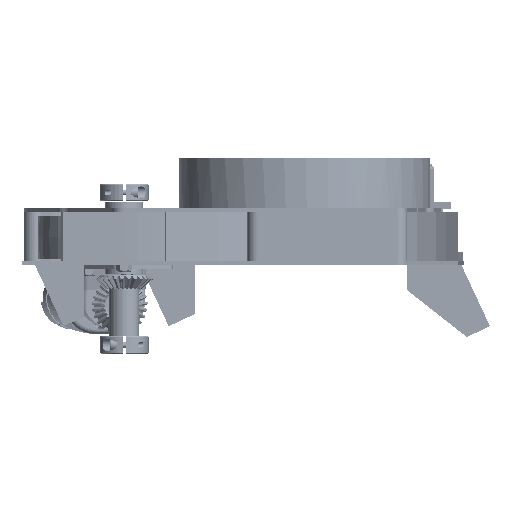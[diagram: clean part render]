
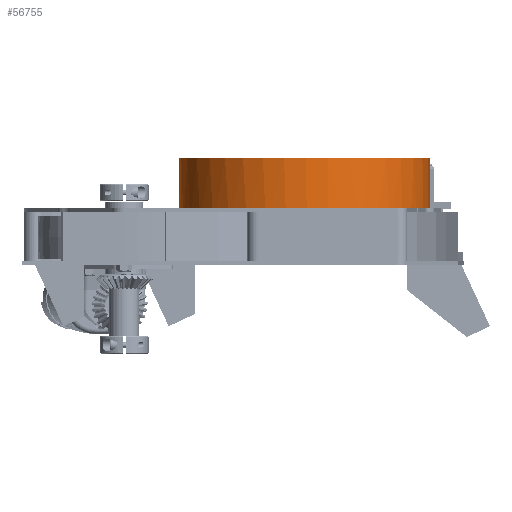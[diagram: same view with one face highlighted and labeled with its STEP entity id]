
A CAD part, left-side view. The second image highlights one B-rep face of the part: STEP entity #56755.
In plain terms, the highlighted cylindrical face has radius 73.5 mm (diameter 147 mm), a full revolution.
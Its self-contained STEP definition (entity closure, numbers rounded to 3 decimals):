
#4654=FACE_BOUND('',#12440,.T.);
#8807=FACE_OUTER_BOUND('',#12439,.T.);
#12439=EDGE_LOOP('',(#52520,#52521,#52522,#52523,#52524,#52525,#52526,#52527,
#52528,#52529,#52530,#52531,#52532,#52533,#52534,#52535));
#12440=EDGE_LOOP('',(#52536,#52537,#52538,#52539));
#16017=LINE('',#201926,#19606);
#16029=LINE('',#201979,#19618);
#16030=LINE('',#201983,#19619);
#16031=LINE('',#201987,#19620);
#16032=LINE('',#201991,#19621);
#16033=LINE('',#201995,#19622);
#16034=LINE('',#201998,#19623);
#16035=LINE('',#202002,#19624);
#16036=LINE('',#202006,#19625);
#19606=VECTOR('',#75829,10.);
#19618=VECTOR('',#75879,73.5);
#19619=VECTOR('',#75882,10.);
#19620=VECTOR('',#75885,10.);
#19621=VECTOR('',#75888,10.);
#19622=VECTOR('',#75891,10.);
#19623=VECTOR('',#75894,10.);
#19624=VECTOR('',#75897,10.);
#19625=VECTOR('',#75900,10.);
#21889=CIRCLE('',#62188,73.5);
#21892=CIRCLE('',#62192,73.5);
#21893=CIRCLE('',#62193,73.5);
#21894=CIRCLE('',#62194,73.5);
#21895=CIRCLE('',#62195,73.5);
#21896=CIRCLE('',#62196,73.5);
#21897=CIRCLE('',#62197,73.5);
#21898=CIRCLE('',#62198,73.5);
#21899=CIRCLE('',#62199,73.5);
#21900=CIRCLE('',#62200,73.5);
#27317=VERTEX_POINT('',#201922);
#27319=VERTEX_POINT('',#201925);
#27337=VERTEX_POINT('',#201968);
#27340=VERTEX_POINT('',#201976);
#27341=VERTEX_POINT('',#201978);
#27342=VERTEX_POINT('',#201980);
#27343=VERTEX_POINT('',#201982);
#27344=VERTEX_POINT('',#201984);
#27345=VERTEX_POINT('',#201986);
#27346=VERTEX_POINT('',#201988);
#27347=VERTEX_POINT('',#201990);
#27348=VERTEX_POINT('',#201992);
#27349=VERTEX_POINT('',#201994);
#27350=VERTEX_POINT('',#201997);
#27351=VERTEX_POINT('',#202000);
#27352=VERTEX_POINT('',#202001);
#27353=VERTEX_POINT('',#202003);
#27354=VERTEX_POINT('',#202005);
#35720=EDGE_CURVE('',#27319,#27317,#16017,.T.);
#35743=EDGE_CURVE('',#27317,#27337,#21889,.T.);
#35746=EDGE_CURVE('',#27340,#27340,#21892,.T.);
#35747=EDGE_CURVE('',#27340,#27341,#16029,.T.);
#35748=EDGE_CURVE('',#27341,#27342,#21893,.T.);
#35749=EDGE_CURVE('',#27342,#27343,#16030,.T.);
#35750=EDGE_CURVE('',#27343,#27344,#21894,.T.);
#35751=EDGE_CURVE('',#27344,#27345,#16031,.T.);
#35752=EDGE_CURVE('',#27345,#27346,#21895,.T.);
#35753=EDGE_CURVE('',#27346,#27347,#16032,.T.);
#35754=EDGE_CURVE('',#27348,#27347,#21896,.T.);
#35755=EDGE_CURVE('',#27348,#27349,#16033,.T.);
#35756=EDGE_CURVE('',#27349,#27319,#21897,.T.);
#35757=EDGE_CURVE('',#27337,#27350,#16034,.T.);
#35758=EDGE_CURVE('',#27350,#27341,#21898,.T.);
#35759=EDGE_CURVE('',#27351,#27352,#16035,.T.);
#35760=EDGE_CURVE('',#27352,#27353,#21899,.T.);
#35761=EDGE_CURVE('',#27353,#27354,#16036,.T.);
#35762=EDGE_CURVE('',#27354,#27351,#21900,.T.);
#52520=ORIENTED_EDGE('',*,*,#35746,.F.);
#52521=ORIENTED_EDGE('',*,*,#35747,.T.);
#52522=ORIENTED_EDGE('',*,*,#35748,.T.);
#52523=ORIENTED_EDGE('',*,*,#35749,.T.);
#52524=ORIENTED_EDGE('',*,*,#35750,.T.);
#52525=ORIENTED_EDGE('',*,*,#35751,.T.);
#52526=ORIENTED_EDGE('',*,*,#35752,.T.);
#52527=ORIENTED_EDGE('',*,*,#35753,.T.);
#52528=ORIENTED_EDGE('',*,*,#35754,.F.);
#52529=ORIENTED_EDGE('',*,*,#35755,.T.);
#52530=ORIENTED_EDGE('',*,*,#35756,.T.);
#52531=ORIENTED_EDGE('',*,*,#35720,.T.);
#52532=ORIENTED_EDGE('',*,*,#35743,.T.);
#52533=ORIENTED_EDGE('',*,*,#35757,.T.);
#52534=ORIENTED_EDGE('',*,*,#35758,.T.);
#52535=ORIENTED_EDGE('',*,*,#35747,.F.);
#52536=ORIENTED_EDGE('',*,*,#35759,.T.);
#52537=ORIENTED_EDGE('',*,*,#35760,.T.);
#52538=ORIENTED_EDGE('',*,*,#35761,.T.);
#52539=ORIENTED_EDGE('',*,*,#35762,.T.);
#53603=CYLINDRICAL_SURFACE('',#62191,73.5);
#56755=ADVANCED_FACE('',(#8807,#4654),#53603,.T.);
#62188=AXIS2_PLACEMENT_3D('',#201970,#75869,#75870);
#62191=AXIS2_PLACEMENT_3D('',#201975,#75875,#75876);
#62192=AXIS2_PLACEMENT_3D('',#201977,#75877,#75878);
#62193=AXIS2_PLACEMENT_3D('',#201981,#75880,#75881);
#62194=AXIS2_PLACEMENT_3D('',#201985,#75883,#75884);
#62195=AXIS2_PLACEMENT_3D('',#201989,#75886,#75887);
#62196=AXIS2_PLACEMENT_3D('',#201993,#75889,#75890);
#62197=AXIS2_PLACEMENT_3D('',#201996,#75892,#75893);
#62198=AXIS2_PLACEMENT_3D('',#201999,#75895,#75896);
#62199=AXIS2_PLACEMENT_3D('',#202004,#75898,#75899);
#62200=AXIS2_PLACEMENT_3D('',#202007,#75901,#75902);
#75829=DIRECTION('',(0.,0.,-1.));
#75869=DIRECTION('center_axis',(0.,0.,1.));
#75870=DIRECTION('ref_axis',(1.,0.,0.));
#75875=DIRECTION('center_axis',(0.,0.,1.));
#75876=DIRECTION('ref_axis',(1.,0.,0.));
#75877=DIRECTION('center_axis',(0.,0.,1.));
#75878=DIRECTION('ref_axis',(1.,0.,0.));
#75879=DIRECTION('',(0.,0.,-1.));
#75880=DIRECTION('center_axis',(0.,0.,1.));
#75881=DIRECTION('ref_axis',(1.,0.,0.));
#75882=DIRECTION('',(0.,0.,-1.));
#75883=DIRECTION('center_axis',(0.,0.,1.));
#75884=DIRECTION('ref_axis',(1.,0.,0.));
#75885=DIRECTION('',(0.,0.,-1.));
#75886=DIRECTION('center_axis',(0.,0.,1.));
#75887=DIRECTION('ref_axis',(1.,0.,0.));
#75888=DIRECTION('',(0.,0.,-1.));
#75889=DIRECTION('center_axis',(0.,0.,-1.));
#75890=DIRECTION('ref_axis',(-0.498,-0.867,0.));
#75891=DIRECTION('',(0.,0.,1.));
#75892=DIRECTION('center_axis',(0.,0.,1.));
#75893=DIRECTION('ref_axis',(1.,0.,0.));
#75894=DIRECTION('',(0.,0.,1.));
#75895=DIRECTION('center_axis',(0.,0.,1.));
#75896=DIRECTION('ref_axis',(1.,0.,0.));
#75897=DIRECTION('',(0.,0.,-1.));
#75898=DIRECTION('center_axis',(0.,0.,-1.));
#75899=DIRECTION('ref_axis',(1.,0.,0.));
#75900=DIRECTION('',(0.,0.,1.));
#75901=DIRECTION('center_axis',(0.,0.,1.));
#75902=DIRECTION('ref_axis',(1.,0.,0.));
#201922=CARTESIAN_POINT('',(61.108,40.841,5.));
#201925=CARTESIAN_POINT('',(61.108,40.841,19.));
#201926=CARTESIAN_POINT('',(61.108,40.841,0.));
#201968=CARTESIAN_POINT('',(-5.36,73.304,5.));
#201970=CARTESIAN_POINT('Origin',(0.,0.,5.));
#201975=CARTESIAN_POINT('Origin',(0.,0.,0.));
#201976=CARTESIAN_POINT('',(-73.5,0.,60.));
#201977=CARTESIAN_POINT('Origin',(0.,0.,60.));
#201978=CARTESIAN_POINT('',(-73.5,0.,21.));
#201979=CARTESIAN_POINT('',(-73.5,0.,0.));
#201980=CARTESIAN_POINT('',(-55.67,-47.99,21.));
#201981=CARTESIAN_POINT('Origin',(0.,0.,21.));
#201982=CARTESIAN_POINT('',(-55.67,-47.99,20.));
#201983=CARTESIAN_POINT('',(-55.67,-47.99,20.));
#201984=CARTESIAN_POINT('',(-36.578,-63.752,20.));
#201985=CARTESIAN_POINT('Origin',(0.,0.,20.));
#201986=CARTESIAN_POINT('',(-36.578,-63.752,5.));
#201987=CARTESIAN_POINT('',(-36.578,-63.752,0.));
#201988=CARTESIAN_POINT('',(20.513,-70.58,5.));
#201989=CARTESIAN_POINT('Origin',(0.,0.,5.));
#201990=CARTESIAN_POINT('',(20.513,-70.58,0.));
#201991=CARTESIAN_POINT('',(20.513,-70.58,5.));
#201992=CARTESIAN_POINT('',(44.334,-58.624,0.));
#201993=CARTESIAN_POINT('Origin',(0.,0.,0.));
#201994=CARTESIAN_POINT('',(44.334,-58.624,19.));
#201995=CARTESIAN_POINT('',(44.334,-58.624,0.));
#201996=CARTESIAN_POINT('Origin',(0.,0.,19.));
#201997=CARTESIAN_POINT('',(-5.36,73.304,21.));
#201998=CARTESIAN_POINT('',(-5.36,73.304,0.));
#201999=CARTESIAN_POINT('Origin',(0.,0.,21.));
#202000=CARTESIAN_POINT('',(64.953,-34.4,34.5));
#202001=CARTESIAN_POINT('',(64.953,-34.4,30.5));
#202002=CARTESIAN_POINT('',(64.953,-34.4,0.));
#202003=CARTESIAN_POINT('',(20.513,-70.58,30.5));
#202004=CARTESIAN_POINT('Origin',(0.,0.,30.5));
#202005=CARTESIAN_POINT('',(20.513,-70.58,34.5));
#202006=CARTESIAN_POINT('',(20.513,-70.58,0.));
#202007=CARTESIAN_POINT('Origin',(0.,0.,34.5));
